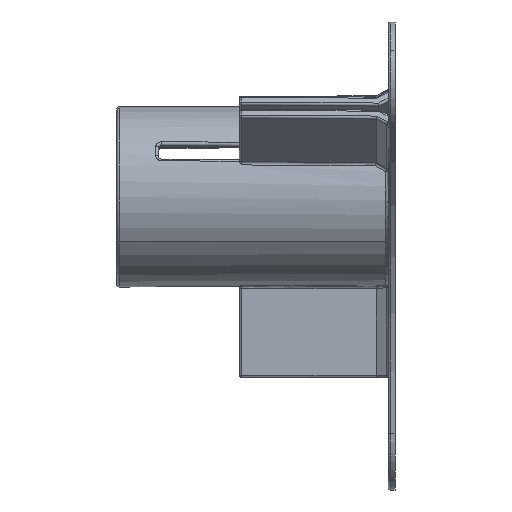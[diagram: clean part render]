
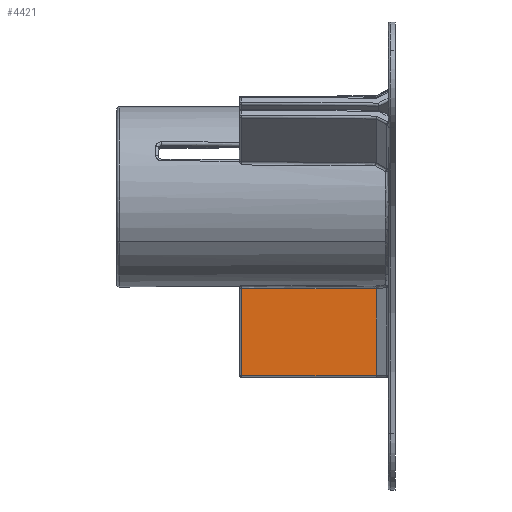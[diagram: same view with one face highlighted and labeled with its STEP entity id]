
A CAD part, left-side view. The second image highlights one B-rep face of the part: STEP entity #4421.
In plain terms, the highlighted planar face has unit normal (-1, -0.009, 0).
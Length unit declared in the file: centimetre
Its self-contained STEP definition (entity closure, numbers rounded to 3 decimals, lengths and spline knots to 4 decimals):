
#9 = EDGE_CURVE ( 'NONE', #2105, #4660, #4719, .T. ) ;
#149 = CARTESIAN_POINT ( 'NONE',  ( -0.421, 0.6778, -3.3012 ) ) ;
#172 =( BOUNDED_CURVE ( )  B_SPLINE_CURVE ( 3, ( #6042, #1082, #4694, #478 ),
 .UNSPECIFIED., .F., .F. ) 
 B_SPLINE_CURVE_WITH_KNOTS ( ( 4, 4 ),
 ( 1.7274, 1.7402 ),
 .UNSPECIFIED. ) 
 CURVE ( )  GEOMETRIC_REPRESENTATION_ITEM ( )  RATIONAL_B_SPLINE_CURVE ( ( 1., 1., 1., 1. ) ) 
 REPRESENTATION_ITEM ( '' )  );
#179 = B_SPLINE_CURVE_WITH_KNOTS ( 'NONE', 3,
 ( #1854, #7537, #6806, #464 ),
 .UNSPECIFIED., .F., .F.,
 ( 4, 4 ),
 ( 0., 0. ),
 .UNSPECIFIED. ) ;
#464 = CARTESIAN_POINT ( 'NONE',  ( -0.421, 0.6778, -3.2991 ) ) ;
#478 = CARTESIAN_POINT ( 'NONE',  ( -0.4632, 5.5153, -3.2922 ) ) ;
#499 = ORIENTED_EDGE ( 'NONE', *, *, #2975, .T. ) ;
#902 = VECTOR ( 'NONE', #4535, 100. ) ;
#1056 = EDGE_CURVE ( 'NONE', #3259, #3286, #8618, .T. ) ;
#1082 = CARTESIAN_POINT ( 'NONE',  ( -0.4351, 2.292, -3.2969 ) ) ;
#1108 = CARTESIAN_POINT ( 'NONE',  ( -0.4639, 5.5953, -6.42 ) ) ;
#1194 = DIRECTION ( 'NONE',  ( 0., 0., -1. ) ) ;
#1581 = CARTESIAN_POINT ( 'NONE',  ( -0.421, 0.6778, -6.42 ) ) ;
#1854 = CARTESIAN_POINT ( 'NONE',  ( -0.421, 0.6778, -3.3012 ) ) ;
#2105 = VERTEX_POINT ( 'NONE', #7373 ) ;
#2164 = CARTESIAN_POINT ( 'NONE',  ( -0.421, 0.6778, -6.5 ) ) ;
#2183 = CARTESIAN_POINT ( 'NONE',  ( -0.4639, 5.5953, -6.5 ) ) ;
#2885 = FACE_OUTER_BOUND ( 'NONE', #8949, .T. ) ;
#2975 = EDGE_CURVE ( 'NONE', #4528, #2105, #172, .T. ) ;
#3259 = VERTEX_POINT ( 'NONE', #1581 ) ;
#3286 = VERTEX_POINT ( 'NONE', #149 ) ;
#3379 = VECTOR ( 'NONE', #1194, 100. ) ;
#3905 = CARTESIAN_POINT ( 'NONE',  ( -0.421, 0.6778, -3.2991 ) ) ;
#4029 = CARTESIAN_POINT ( 'NONE',  ( -0.4632, 5.5153, -6.5 ) ) ;
#4421 = ADVANCED_FACE ( 'NONE', ( #2885 ), #5000, .T. ) ;
#4528 = VERTEX_POINT ( 'NONE', #3905 ) ;
#4535 = DIRECTION ( 'NONE',  ( 0.009, -1., 0. ) ) ;
#4660 = VERTEX_POINT ( 'NONE', #6421 ) ;
#4694 = CARTESIAN_POINT ( 'NONE',  ( -0.4492, 3.9045, -3.2946 ) ) ;
#4719 = LINE ( 'NONE', #4029, #3379 ) ;
#5000 = PLANE ( 'NONE',  #5588 ) ;
#5504 = ORIENTED_EDGE ( 'NONE', *, *, #9, .T. ) ;
#5585 = VECTOR ( 'NONE', #5676, 100. ) ;
#5588 = AXIS2_PLACEMENT_3D ( 'NONE', #2183, #8797, #5989 ) ;
#5676 = DIRECTION ( 'NONE',  ( 0., 0., 1. ) ) ;
#5989 = DIRECTION ( 'NONE',  ( 0.009, -1., 0. ) ) ;
#6042 = CARTESIAN_POINT ( 'NONE',  ( -0.421, 0.6778, -3.2991 ) ) ;
#6421 = CARTESIAN_POINT ( 'NONE',  ( -0.4632, 5.5153, -6.42 ) ) ;
#6446 = ORIENTED_EDGE ( 'NONE', *, *, #8906, .T. ) ;
#6613 = ORIENTED_EDGE ( 'NONE', *, *, #1056, .T. ) ;
#6806 = CARTESIAN_POINT ( 'NONE',  ( -0.421, 0.6778, -3.2998 ) ) ;
#7373 = CARTESIAN_POINT ( 'NONE',  ( -0.4632, 5.5153, -3.2922 ) ) ;
#7442 = LINE ( 'NONE', #1108, #902 ) ;
#7537 = CARTESIAN_POINT ( 'NONE',  ( -0.421, 0.6778, -3.3005 ) ) ;
#7864 = ORIENTED_EDGE ( 'NONE', *, *, #8151, .T. ) ;
#8151 = EDGE_CURVE ( 'NONE', #3286, #4528, #179, .T. ) ;
#8618 = LINE ( 'NONE', #2164, #5585 ) ;
#8797 = DIRECTION ( 'NONE',  ( -1., -0.009, 0. ) ) ;
#8906 = EDGE_CURVE ( 'NONE', #4660, #3259, #7442, .T. ) ;
#8949 = EDGE_LOOP ( 'NONE', ( #5504, #6446, #6613, #7864, #499 ) ) ;
